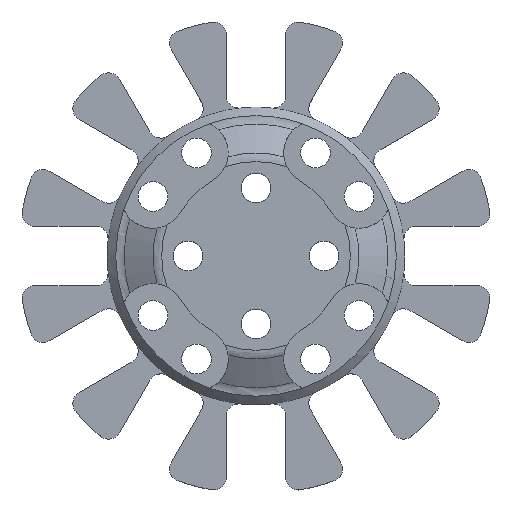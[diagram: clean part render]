
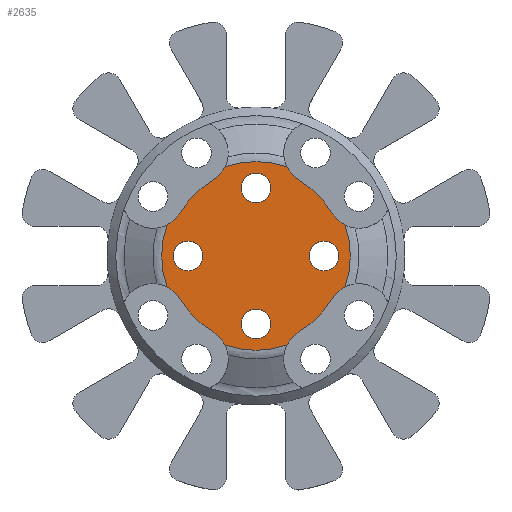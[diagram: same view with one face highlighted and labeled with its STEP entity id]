
A CAD part, top view. The second image highlights one B-rep face of the part: STEP entity #2635.
In plain terms, the highlighted planar face has unit normal (0, 0, 1).
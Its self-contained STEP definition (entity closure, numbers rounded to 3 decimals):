
#36=FACE_BOUND('',#282,.T.);
#37=FACE_BOUND('',#283,.T.);
#38=FACE_BOUND('',#284,.T.);
#39=FACE_BOUND('',#285,.T.);
#56=PLANE('',#2853);
#122=FACE_OUTER_BOUND('',#281,.T.);
#281=EDGE_LOOP('',(#1818,#1819,#1820,#1821,#1822,#1823,#1824,#1825,#1826,
#1827,#1828,#1829,#1830,#1831,#1832,#1833));
#282=EDGE_LOOP('',(#1834));
#283=EDGE_LOOP('',(#1835));
#284=EDGE_LOOP('',(#1836));
#285=EDGE_LOOP('',(#1837));
#774=CIRCLE('',#2773,3.75);
#781=CIRCLE('',#2782,10.25);
#782=CIRCLE('',#2784,3.75);
#783=CIRCLE('',#2786,3.75);
#790=CIRCLE('',#2795,10.25);
#791=CIRCLE('',#2797,3.75);
#792=CIRCLE('',#2799,3.75);
#799=CIRCLE('',#2808,10.25);
#800=CIRCLE('',#2810,3.75);
#801=CIRCLE('',#2812,3.75);
#808=CIRCLE('',#2821,10.25);
#809=CIRCLE('',#2823,3.75);
#811=CIRCLE('',#2826,11.098);
#812=CIRCLE('',#2828,11.098);
#814=CIRCLE('',#2831,11.098);
#817=CIRCLE('',#2835,11.098);
#827=CIRCLE('',#2854,1.75);
#828=CIRCLE('',#2855,1.75);
#829=CIRCLE('',#2856,1.75);
#830=CIRCLE('',#2857,1.75);
#1000=VERTEX_POINT('',#4072);
#1001=VERTEX_POINT('',#4073);
#1010=VERTEX_POINT('',#4116);
#1011=VERTEX_POINT('',#4120);
#1014=VERTEX_POINT('',#4150);
#1015=VERTEX_POINT('',#4151);
#1024=VERTEX_POINT('',#4194);
#1025=VERTEX_POINT('',#4198);
#1028=VERTEX_POINT('',#4228);
#1029=VERTEX_POINT('',#4229);
#1038=VERTEX_POINT('',#4272);
#1039=VERTEX_POINT('',#4276);
#1042=VERTEX_POINT('',#4306);
#1043=VERTEX_POINT('',#4307);
#1052=VERTEX_POINT('',#4350);
#1053=VERTEX_POINT('',#4354);
#1057=VERTEX_POINT('',#4414);
#1058=VERTEX_POINT('',#4416);
#1059=VERTEX_POINT('',#4418);
#1060=VERTEX_POINT('',#4420);
#1266=EDGE_CURVE('',#1000,#1001,#774,.T.);
#1277=EDGE_CURVE('',#1010,#1000,#781,.T.);
#1279=EDGE_CURVE('',#1011,#1010,#782,.T.);
#1283=EDGE_CURVE('',#1014,#1015,#783,.T.);
#1294=EDGE_CURVE('',#1024,#1014,#790,.T.);
#1296=EDGE_CURVE('',#1025,#1024,#791,.T.);
#1300=EDGE_CURVE('',#1028,#1029,#792,.T.);
#1311=EDGE_CURVE('',#1038,#1028,#799,.T.);
#1313=EDGE_CURVE('',#1039,#1038,#800,.T.);
#1317=EDGE_CURVE('',#1042,#1043,#801,.T.);
#1328=EDGE_CURVE('',#1052,#1042,#808,.T.);
#1330=EDGE_CURVE('',#1053,#1052,#809,.T.);
#1335=EDGE_CURVE('',#1029,#1053,#811,.T.);
#1336=EDGE_CURVE('',#1043,#1025,#812,.T.);
#1338=EDGE_CURVE('',#1015,#1011,#814,.T.);
#1341=EDGE_CURVE('',#1001,#1039,#817,.T.);
#1351=EDGE_CURVE('',#1057,#1057,#827,.T.);
#1352=EDGE_CURVE('',#1058,#1058,#828,.T.);
#1353=EDGE_CURVE('',#1059,#1059,#829,.T.);
#1354=EDGE_CURVE('',#1060,#1060,#830,.T.);
#1818=ORIENTED_EDGE('',*,*,#1266,.T.);
#1819=ORIENTED_EDGE('',*,*,#1341,.T.);
#1820=ORIENTED_EDGE('',*,*,#1313,.T.);
#1821=ORIENTED_EDGE('',*,*,#1311,.T.);
#1822=ORIENTED_EDGE('',*,*,#1300,.T.);
#1823=ORIENTED_EDGE('',*,*,#1335,.T.);
#1824=ORIENTED_EDGE('',*,*,#1330,.T.);
#1825=ORIENTED_EDGE('',*,*,#1328,.T.);
#1826=ORIENTED_EDGE('',*,*,#1317,.T.);
#1827=ORIENTED_EDGE('',*,*,#1336,.T.);
#1828=ORIENTED_EDGE('',*,*,#1296,.T.);
#1829=ORIENTED_EDGE('',*,*,#1294,.T.);
#1830=ORIENTED_EDGE('',*,*,#1283,.T.);
#1831=ORIENTED_EDGE('',*,*,#1338,.T.);
#1832=ORIENTED_EDGE('',*,*,#1279,.T.);
#1833=ORIENTED_EDGE('',*,*,#1277,.T.);
#1834=ORIENTED_EDGE('',*,*,#1351,.T.);
#1835=ORIENTED_EDGE('',*,*,#1352,.T.);
#1836=ORIENTED_EDGE('',*,*,#1353,.T.);
#1837=ORIENTED_EDGE('',*,*,#1354,.T.);
#2635=ADVANCED_FACE('',(#122,#36,#37,#38,#39),#56,.T.);
#2773=AXIS2_PLACEMENT_3D('',#4074,#3153,#3154);
#2782=AXIS2_PLACEMENT_3D('',#4117,#3172,#3173);
#2784=AXIS2_PLACEMENT_3D('',#4121,#3177,#3178);
#2786=AXIS2_PLACEMENT_3D('',#4152,#3181,#3182);
#2795=AXIS2_PLACEMENT_3D('',#4195,#3200,#3201);
#2797=AXIS2_PLACEMENT_3D('',#4199,#3205,#3206);
#2799=AXIS2_PLACEMENT_3D('',#4230,#3209,#3210);
#2808=AXIS2_PLACEMENT_3D('',#4273,#3228,#3229);
#2810=AXIS2_PLACEMENT_3D('',#4277,#3233,#3234);
#2812=AXIS2_PLACEMENT_3D('',#4308,#3237,#3238);
#2821=AXIS2_PLACEMENT_3D('',#4351,#3256,#3257);
#2823=AXIS2_PLACEMENT_3D('',#4355,#3261,#3262);
#2826=AXIS2_PLACEMENT_3D('',#4385,#3267,#3268);
#2828=AXIS2_PLACEMENT_3D('',#4387,#3271,#3272);
#2831=AXIS2_PLACEMENT_3D('',#4390,#3277,#3278);
#2835=AXIS2_PLACEMENT_3D('',#4394,#3285,#3286);
#2853=AXIS2_PLACEMENT_3D('',#4413,#3321,#3322);
#2854=AXIS2_PLACEMENT_3D('',#4415,#3323,#3324);
#2855=AXIS2_PLACEMENT_3D('',#4417,#3325,#3326);
#2856=AXIS2_PLACEMENT_3D('',#4419,#3327,#3328);
#2857=AXIS2_PLACEMENT_3D('',#4421,#3329,#3330);
#3153=DIRECTION('center_axis',(0.,0.,-1.));
#3154=DIRECTION('ref_axis',(-1.,0.,0.));
#3172=DIRECTION('center_axis',(0.,0.,1.));
#3173=DIRECTION('ref_axis',(-1.,0.,0.));
#3177=DIRECTION('center_axis',(0.,0.,-1.));
#3178=DIRECTION('ref_axis',(-1.,0.,0.));
#3181=DIRECTION('center_axis',(0.,0.,-1.));
#3182=DIRECTION('ref_axis',(-1.,0.,0.));
#3200=DIRECTION('center_axis',(0.,0.,1.));
#3201=DIRECTION('ref_axis',(-1.,0.,0.));
#3205=DIRECTION('center_axis',(0.,0.,-1.));
#3206=DIRECTION('ref_axis',(-1.,0.,0.));
#3209=DIRECTION('center_axis',(0.,0.,-1.));
#3210=DIRECTION('ref_axis',(-1.,0.,0.));
#3228=DIRECTION('center_axis',(0.,0.,1.));
#3229=DIRECTION('ref_axis',(-1.,0.,0.));
#3233=DIRECTION('center_axis',(0.,0.,-1.));
#3234=DIRECTION('ref_axis',(-1.,0.,0.));
#3237=DIRECTION('center_axis',(0.,0.,-1.));
#3238=DIRECTION('ref_axis',(-1.,0.,0.));
#3256=DIRECTION('center_axis',(0.,0.,1.));
#3257=DIRECTION('ref_axis',(-1.,0.,0.));
#3261=DIRECTION('center_axis',(0.,0.,-1.));
#3262=DIRECTION('ref_axis',(-1.,0.,0.));
#3267=DIRECTION('center_axis',(0.,0.,1.));
#3268=DIRECTION('ref_axis',(1.,0.,0.));
#3271=DIRECTION('center_axis',(0.,0.,1.));
#3272=DIRECTION('ref_axis',(1.,0.,0.));
#3277=DIRECTION('center_axis',(0.,0.,1.));
#3278=DIRECTION('ref_axis',(1.,0.,0.));
#3285=DIRECTION('center_axis',(0.,0.,1.));
#3286=DIRECTION('ref_axis',(1.,0.,0.));
#3321=DIRECTION('center_axis',(0.,0.,1.));
#3322=DIRECTION('ref_axis',(1.,0.,0.));
#3323=DIRECTION('center_axis',(0.,0.,-1.));
#3324=DIRECTION('ref_axis',(1.,0.,0.));
#3325=DIRECTION('center_axis',(0.,0.,-1.));
#3326=DIRECTION('ref_axis',(1.,0.,0.));
#3327=DIRECTION('center_axis',(0.,0.,-1.));
#3328=DIRECTION('ref_axis',(1.,0.,0.));
#3329=DIRECTION('center_axis',(0.,0.,-1.));
#3330=DIRECTION('ref_axis',(1.,0.,0.));
#4072=CARTESIAN_POINT('',(-5.125,-8.877,10.));
#4073=CARTESIAN_POINT('',(-3.625,-10.489,10.));
#4074=CARTESIAN_POINT('Origin',(-7.,-12.124,10.));
#4116=CARTESIAN_POINT('',(-8.877,-5.125,10.));
#4117=CARTESIAN_POINT('Origin',(0.,0.,
10.));
#4120=CARTESIAN_POINT('',(-10.489,-3.625,10.));
#4121=CARTESIAN_POINT('Origin',(-12.124,-7.,10.));
#4150=CARTESIAN_POINT('',(-8.877,5.125,10.));
#4151=CARTESIAN_POINT('',(-10.489,3.625,10.));
#4152=CARTESIAN_POINT('Origin',(-12.124,7.,10.));
#4194=CARTESIAN_POINT('',(-5.125,8.877,10.));
#4195=CARTESIAN_POINT('Origin',(0.,0.,
10.));
#4198=CARTESIAN_POINT('',(-3.625,10.489,10.));
#4199=CARTESIAN_POINT('Origin',(-7.,12.124,10.));
#4228=CARTESIAN_POINT('',(8.877,-5.125,10.));
#4229=CARTESIAN_POINT('',(10.489,-3.625,10.));
#4230=CARTESIAN_POINT('Origin',(12.124,-7.,10.));
#4272=CARTESIAN_POINT('',(5.125,-8.877,10.));
#4273=CARTESIAN_POINT('Origin',(0.,0.,
10.));
#4276=CARTESIAN_POINT('',(3.625,-10.489,10.));
#4277=CARTESIAN_POINT('Origin',(7.,-12.124,10.));
#4306=CARTESIAN_POINT('',(5.125,8.877,10.));
#4307=CARTESIAN_POINT('',(3.625,10.489,10.));
#4308=CARTESIAN_POINT('Origin',(7.,12.124,10.));
#4350=CARTESIAN_POINT('',(8.877,5.125,10.));
#4351=CARTESIAN_POINT('Origin',(0.,0.,
10.));
#4354=CARTESIAN_POINT('',(10.489,3.625,10.));
#4355=CARTESIAN_POINT('Origin',(12.124,7.,10.));
#4385=CARTESIAN_POINT('Origin',(0.,0.,10.));
#4387=CARTESIAN_POINT('Origin',(0.,0.,10.));
#4390=CARTESIAN_POINT('Origin',(0.,0.,10.));
#4394=CARTESIAN_POINT('Origin',(0.,0.,10.));
#4413=CARTESIAN_POINT('Origin',(0.,0.,10.));
#4414=CARTESIAN_POINT('',(-1.75,8.,10.));
#4415=CARTESIAN_POINT('Origin',(0.,8.,10.));
#4416=CARTESIAN_POINT('',(-9.75,0.,10.));
#4417=CARTESIAN_POINT('Origin',(-8.,0.,10.));
#4418=CARTESIAN_POINT('',(6.25,0.,10.));
#4419=CARTESIAN_POINT('Origin',(8.,0.,10.));
#4420=CARTESIAN_POINT('',(-1.75,-8.,10.));
#4421=CARTESIAN_POINT('Origin',(0.,-8.,10.));
